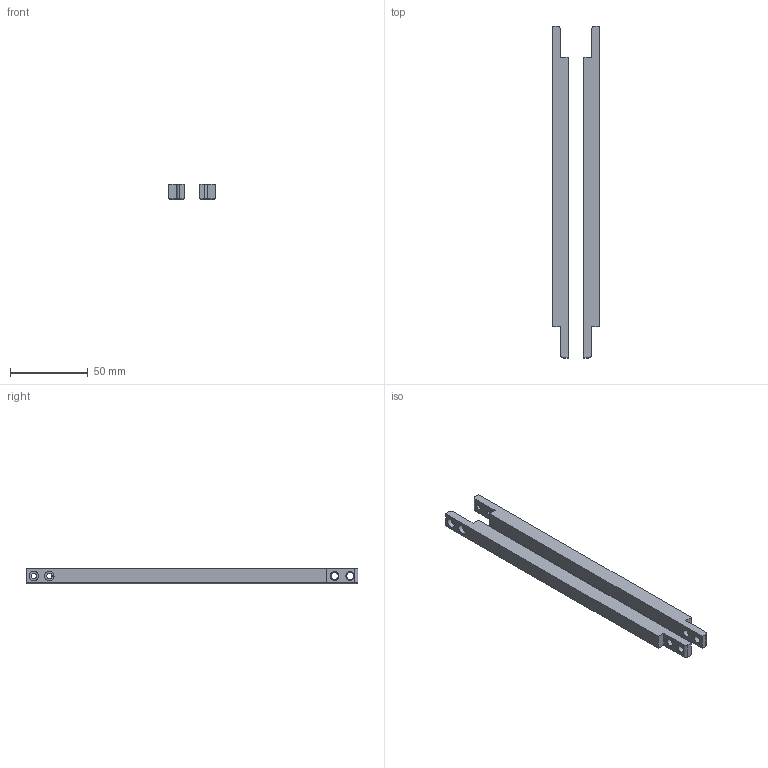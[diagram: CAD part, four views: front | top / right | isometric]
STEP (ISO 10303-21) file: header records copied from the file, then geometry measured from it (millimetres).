
FILE_DESCRIPTION(/* description */ (''),/* implementation_level */ '2;1');
FILE_NAME(/* name */ 'Base Extension v4.step',/* time_stamp */ '2025-05-21T13:50:43+10:00',/* author */ (''),/* organization */ (''),/* preprocessor_version */ 'ST-DEVELOPER v20.1',/* originating_system */ 'Autodesk Translation Framework v14.4.0.0',/* authorisation */ '');
FILE_SCHEMA (('AUTOMOTIVE_DESIGN { 1 0 10303 214 3 1 1 }'));
Length unit declared in the file: millimetre
Products named in the file (1): Base Extension
Bounding box: 30 x 213 x 10 mm (x, y, z)
Volume: 37638 mm3; surface area: 16666.1 mm2
Topology: 2 solids, 2 shells, 64 faces, 144 edges, 88 vertices
Faces by surface type: plane 40, cylinder 16, cone 8
Full cylindrical faces by diameter (mm): 3.5 x4, 4.7 x4, 6 x4
Entity records: 1820 total; most frequent: DIRECTION 314, CARTESIAN_POINT 297, ORIENTED_EDGE 288, EDGE_CURVE 144, AXIS2_PLACEMENT_3D 105, LINE 104, VECTOR 104, VERTEX_POINT 88
